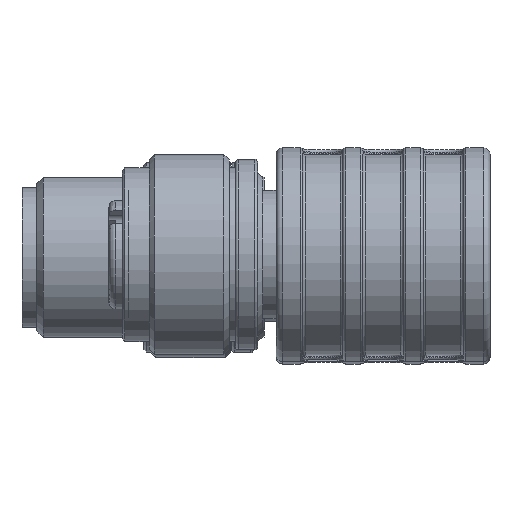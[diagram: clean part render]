
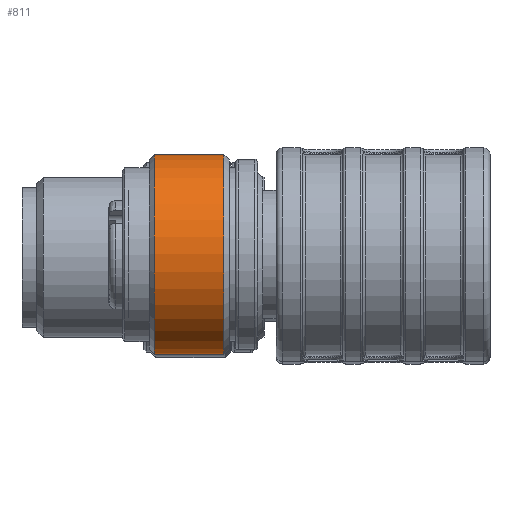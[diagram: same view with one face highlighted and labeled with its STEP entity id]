
A CAD part, top view. The second image highlights one B-rep face of the part: STEP entity #811.
In plain terms, the highlighted cylindrical face has radius 7.5 mm (diameter 15 mm), a full revolution.
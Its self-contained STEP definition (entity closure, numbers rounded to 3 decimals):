
#552=CYLINDRICAL_SURFACE('',#6397,7.5);
#811=ADVANCED_FACE('',(#1245,#1246),#552,.T.);
#1245=FACE_BOUND('',#1557,.T.);
#1246=FACE_BOUND('',#1558,.T.);
#1557=EDGE_LOOP('',(#2903));
#1558=EDGE_LOOP('',(#2904));
#2039=CIRCLE('',#6394,7.5);
#2040=CIRCLE('',#6396,7.5);
#2903=ORIENTED_EDGE('',*,*,#4841,.T.);
#2904=ORIENTED_EDGE('',*,*,#4840,.F.);
#4178=VERTEX_POINT('',#10014);
#4179=VERTEX_POINT('',#10017);
#4840=EDGE_CURVE('',#4178,#4178,#2039,.T.);
#4841=EDGE_CURVE('',#4179,#4179,#2040,.T.);
#6394=AXIS2_PLACEMENT_3D('',#10013,#7606,#7607);
#6396=AXIS2_PLACEMENT_3D('',#10016,#7610,#7611);
#6397=AXIS2_PLACEMENT_3D('',#10018,#7612,#7613);
#7606=DIRECTION('',(-1.,0.,0.));
#7607=DIRECTION('',(0.,0.,-1.));
#7610=DIRECTION('',(-1.,0.,0.));
#7611=DIRECTION('',(0.,0.,-1.));
#7612=DIRECTION('',(-1.,0.,0.));
#7613=DIRECTION('',(0.,0.,-1.));
#10013=CARTESIAN_POINT('',(32.9,50.,102.5));
#10014=CARTESIAN_POINT('',(32.9,50.,95.));
#10016=CARTESIAN_POINT('',(38.1,50.,102.5));
#10017=CARTESIAN_POINT('',(38.1,50.,95.));
#10018=CARTESIAN_POINT('',(30.5,50.,102.5));
